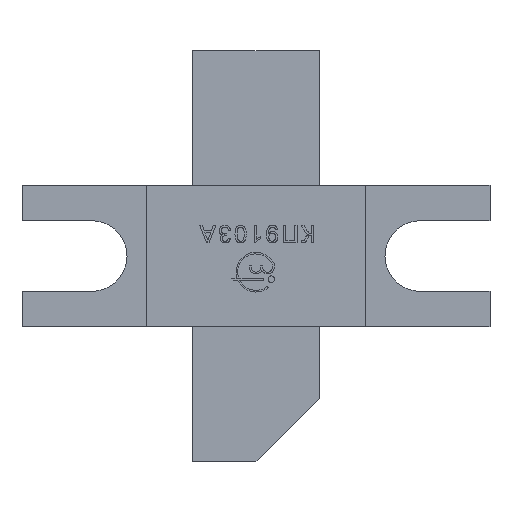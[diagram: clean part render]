
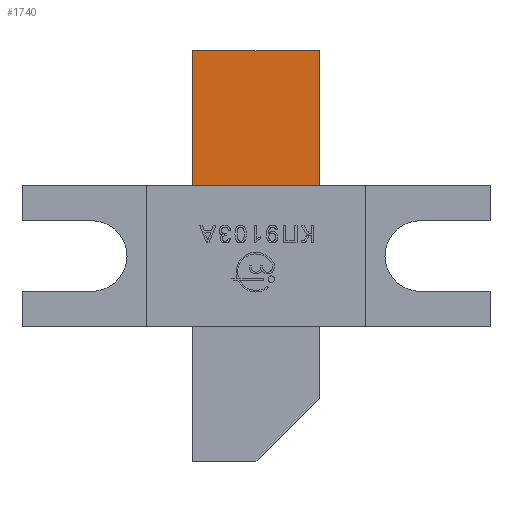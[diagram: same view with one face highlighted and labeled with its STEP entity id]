
A CAD part, top view. The second image highlights one B-rep face of the part: STEP entity #1740.
In plain terms, the highlighted planar face has unit normal (0, 0, 1).
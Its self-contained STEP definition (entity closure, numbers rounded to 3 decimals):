
#1740=ADVANCED_FACE('',(#3229),#3231,.T.);
#3229=FACE_BOUND('',#3230,.T.);
#3230=EDGE_LOOP('',(#4745,#4746,#4747,#4748));
#3231=PLANE('',#3232);
#3232=AXIS2_PLACEMENT_3D('',#3233,#3234,#3235);
#3233=CARTESIAN_POINT('',(-2.775,-9.,2.5));
#3234=DIRECTION('',(0.,0.,1.));
#3235=DIRECTION('',(1.,0.,0.));
#4745=ORIENTED_EDGE('',*,*,#5388,.T.);
#4746=ORIENTED_EDGE('',*,*,#5416,.T.);
#4747=ORIENTED_EDGE('',*,*,#5417,.F.);
#4748=ORIENTED_EDGE('',*,*,#5405,.F.);
#5388=EDGE_CURVE('',#6307,#6316,#6318,.T.);
#5405=EDGE_CURVE('',#6307,#6344,#6345,.T.);
#5416=EDGE_CURVE('',#6316,#6361,#6363,.T.);
#5417=EDGE_CURVE('',#6344,#6361,#6364,.T.);
#6307=VERTEX_POINT('',#8309);
#6316=VERTEX_POINT('',#8328);
#6318=LINE('',#8332,#8333);
#6344=VERTEX_POINT('',#8392);
#6345=LINE('',#8393,#8394);
#6361=VERTEX_POINT('',#8429);
#6363=LINE('',#8433,#8434);
#6364=LINE('',#8436,#8437);
#8309=CARTESIAN_POINT('',(-2.775,3.1,2.5));
#8328=CARTESIAN_POINT('',(2.775,3.1,2.5));
#8332=CARTESIAN_POINT('',(-2.775,3.1,2.5));
#8333=VECTOR('',#8334,1.);
#8334=DIRECTION('',(1.,0.,0.));
#8392=CARTESIAN_POINT('',(-2.775,9.,2.5));
#8393=CARTESIAN_POINT('',(-2.775,3.1,2.5));
#8394=VECTOR('',#8395,1.);
#8395=DIRECTION('',(0.,1.,0.));
#8429=CARTESIAN_POINT('',(2.775,9.,2.5));
#8433=CARTESIAN_POINT('',(2.775,3.1,2.5));
#8434=VECTOR('',#8435,1.);
#8435=DIRECTION('',(0.,1.,0.));
#8436=CARTESIAN_POINT('',(-2.775,9.,2.5));
#8437=VECTOR('',#8438,1.);
#8438=DIRECTION('',(1.,0.,0.));
